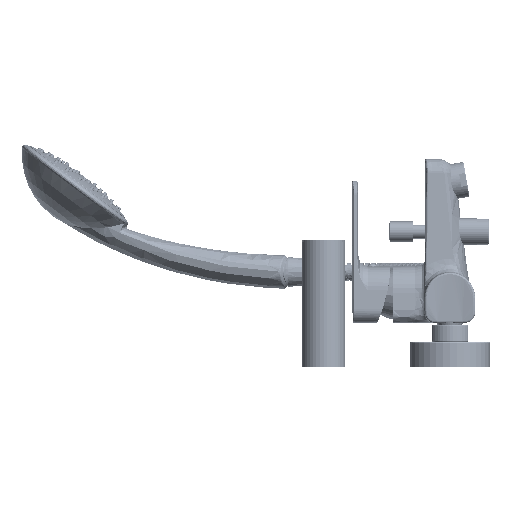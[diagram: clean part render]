
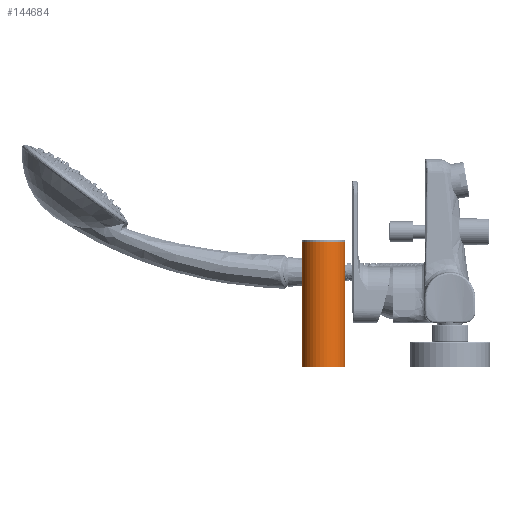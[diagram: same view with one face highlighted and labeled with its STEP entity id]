
A CAD part, left-side view. The second image highlights one B-rep face of the part: STEP entity #144684.
In plain terms, the highlighted cylindrical face has radius 17.25 mm (diameter 34.5 mm), a partial arc.
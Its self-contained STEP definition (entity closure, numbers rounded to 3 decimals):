
#142828=CARTESIAN_POINT('',(175.,100.,-55.));
#142829=DIRECTION('',(0.,0.,1.));
#142830=DIRECTION('',(0.,1.,0.));
#142831=AXIS2_PLACEMENT_3D('',#142828,#142829,#142830);
#142874=DIRECTION('',(0.,0.,1.));
#142875=VECTOR('',#142874,99.);
#142876=CARTESIAN_POINT('',(175.,117.25,-55.));
#142877=LINE('',#142876,#142875);
#142878=DIRECTION('',(0.,0.,1.));
#142879=VECTOR('',#142878,99.);
#142880=CARTESIAN_POINT('',(175.,82.75,-55.));
#142881=LINE('',#142880,#142879);
#143104=CARTESIAN_POINT('',(175.,100.,44.));
#143105=DIRECTION('',(0.,0.,1.));
#143106=DIRECTION('',(0.,1.,0.));
#143107=AXIS2_PLACEMENT_3D('',#143104,#143105,#143106);
#143820=CARTESIAN_POINT('',(175.,117.25,-55.));
#143821=CARTESIAN_POINT('',(175.,82.75,-55.));
#143822=VERTEX_POINT('',#143820);
#143823=VERTEX_POINT('',#143821);
#143824=CARTESIAN_POINT('',(175.,117.25,44.));
#143825=CARTESIAN_POINT('',(175.,82.75,44.));
#143826=VERTEX_POINT('',#143824);
#143827=VERTEX_POINT('',#143825);
#144670=CARTESIAN_POINT('',(175.,100.,-55.));
#144671=DIRECTION('',(0.,0.,1.));
#144672=DIRECTION('',(0.,1.,0.));
#144673=AXIS2_PLACEMENT_3D('',#144670,#144671,#144672);
#144674=CYLINDRICAL_SURFACE('',#144673,17.25);
#144675=ORIENTED_EDGE('',*,*,#144637,.F.);
#144677=ORIENTED_EDGE('',*,*,#144676,.T.);
#144679=ORIENTED_EDGE('',*,*,#144678,.T.);
#144681=ORIENTED_EDGE('',*,*,#144680,.F.);
#144682=EDGE_LOOP('',(#144675,#144677,#144679,#144681));
#144683=FACE_OUTER_BOUND('',#144682,.F.);
#144684=ADVANCED_FACE('',(#144683),#144674,.T.);
#142832=CIRCLE('',#142831,17.25);
#143108=CIRCLE('',#143107,17.25);
#144637=EDGE_CURVE('',#143822,#143823,#142832,.T.);
#144676=EDGE_CURVE('',#143822,#143826,#142877,.T.);
#144678=EDGE_CURVE('',#143826,#143827,#143108,.T.);
#144680=EDGE_CURVE('',#143823,#143827,#142881,.T.);
